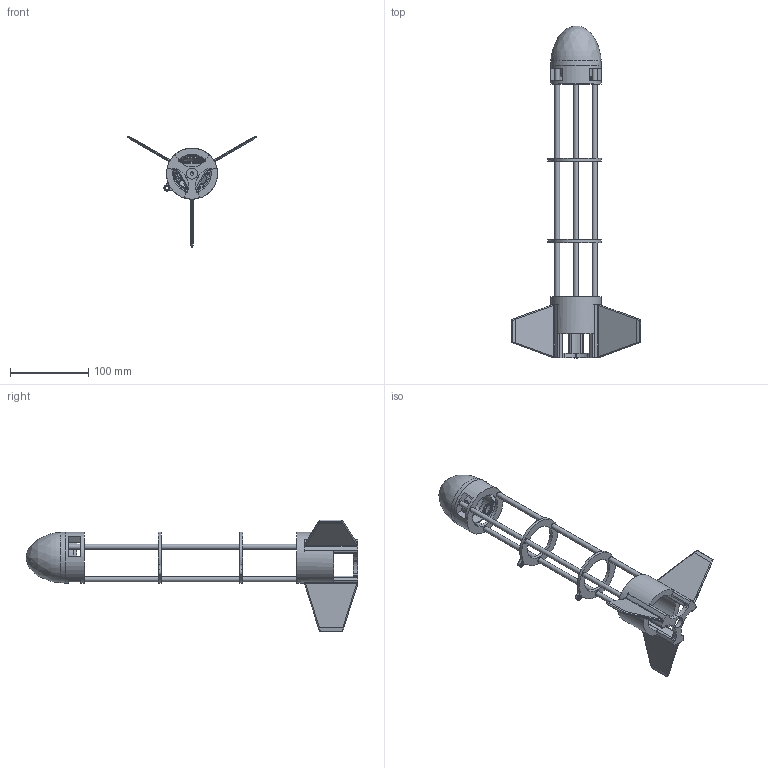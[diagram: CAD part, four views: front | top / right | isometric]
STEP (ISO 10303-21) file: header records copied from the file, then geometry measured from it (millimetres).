
FILE_DESCRIPTION(/* description */ (''),/* implementation_level */ '2;1');
FILE_NAME(/* name */ 'Assembly v7.step',/* time_stamp */ '2023-09-28T22:48:36-04:00',/* author */ (''),/* organization */ (''),/* preprocessor_version */ 'ST-DEVELOPER v20',/* originating_system */ 'Autodesk Translation Framework v12.14.0.127',/* authorisation */ '');
FILE_SCHEMA (('AUTOMOTIVE_DESIGN { 1 0 10303 214 3 1 1 }'));
Length unit declared in the file: millimetre
Products named in the file (11): Assembly; Wooden Dowell; DownHolder; LowerBodyC; LaunchRing; LaunchRing_1; BasicRing v5; UpperbodyLatchDoubleRing; BasicRing v5_1; BasicRing v5 (1); NoseCone
Assembly tree (13 placements, depth 3):
  Assembly
    Wooden Dowell  x3
    DownHolder
    LowerBodyC
    LaunchRing
      BasicRing v5
    LaunchRing_1
      BasicRing v5
    UpperbodyLatchDoubleRing
      BasicRing v5_1
      BasicRing v5 (1)
    NoseCone
Bounding box: 164.51 x 423.3 x 142.75 mm (x, y, z)
Volume: 196893.1 mm3; surface area: 120320.8 mm2
Topology: 9 solids, 9 shells, 306 faces, 807 edges, 509 vertices
Faces by surface type: cylinder 139, plane 90, torus 48, bspline 27, cone 2
Full cylindrical faces by diameter (mm): 4.175 x2, 4.5 x1, 6.35 x3, 6.55 x15, 12.5 x2, 14 x1, 17.9 x1, 42.5 x1, 43.5 x1, 45 x3, 65 x2
Entity records: 10700 total; most frequent: CARTESIAN_POINT 3173, DIRECTION 1625, ORIENTED_EDGE 1508, EDGE_CURVE 754, AXIS2_PLACEMENT_3D 668, VERTEX_POINT 479, CIRCLE 348, EDGE_LOOP 329
